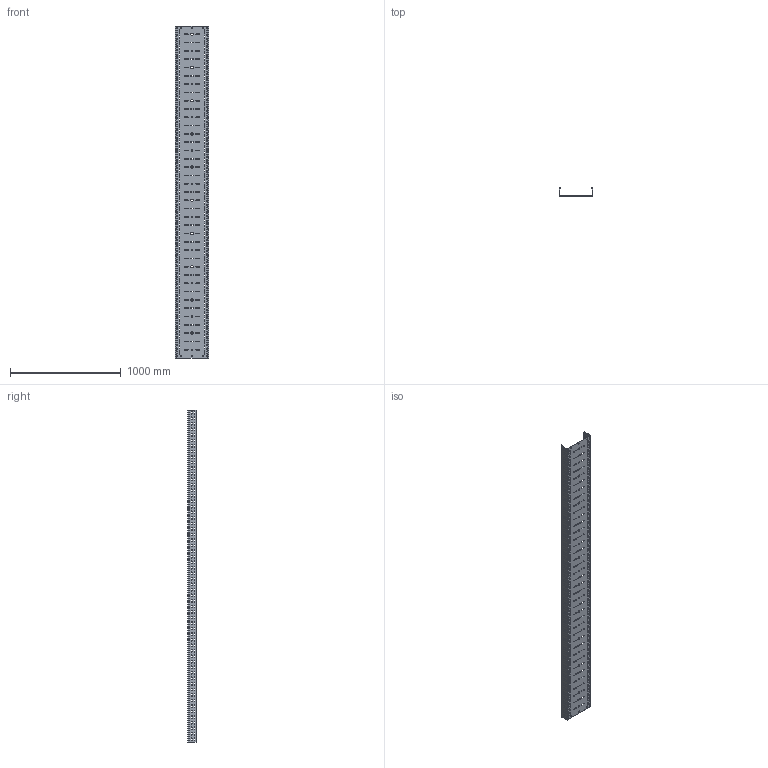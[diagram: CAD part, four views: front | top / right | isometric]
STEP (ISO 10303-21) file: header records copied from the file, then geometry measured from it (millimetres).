
FILE_DESCRIPTION (( 'STEP AP203' ), '1' );
FILE_NAME ('CLP10-080-300-200-3 Ëîòîê ïåðôîðèðîâàííûé ESCA 80õ300õ3000-2,0 IEK.STEP', '2021-10-04T19:36:33', ( '' ), ( '' ), 'SwSTEP 2.0', 'SolidWorks 2017', '' );
FILE_SCHEMA (( 'CONFIG_CONTROL_DESIGN' ));
Length unit declared in the file: millimetre
Products named in the file (1): CLP10-080-300-200-3 Ëîòîê ïåðôîðèðîâàííûé ESCA 80õ300õ3000-2,0 IEK
Bounding box: 300 x 79.97 x 3000 mm (x, y, z)
Volume: 2792526.2 mm3; surface area: 2670957.3 mm2
Topology: 1 solids, 1 shells, 2902 faces, 8700 edges, 5800 vertices
Faces by surface type: cylinder 1692, plane 1210
Entity records: 101589 total; most frequent: DIRECTION 17890, CARTESIAN_POINT 17403, ORIENTED_EDGE 17400, EDGE_CURVE 8700, AXIS2_PLACEMENT_3D 6287, VERTEX_POINT 5800, VECTOR 5316, LINE 5316
